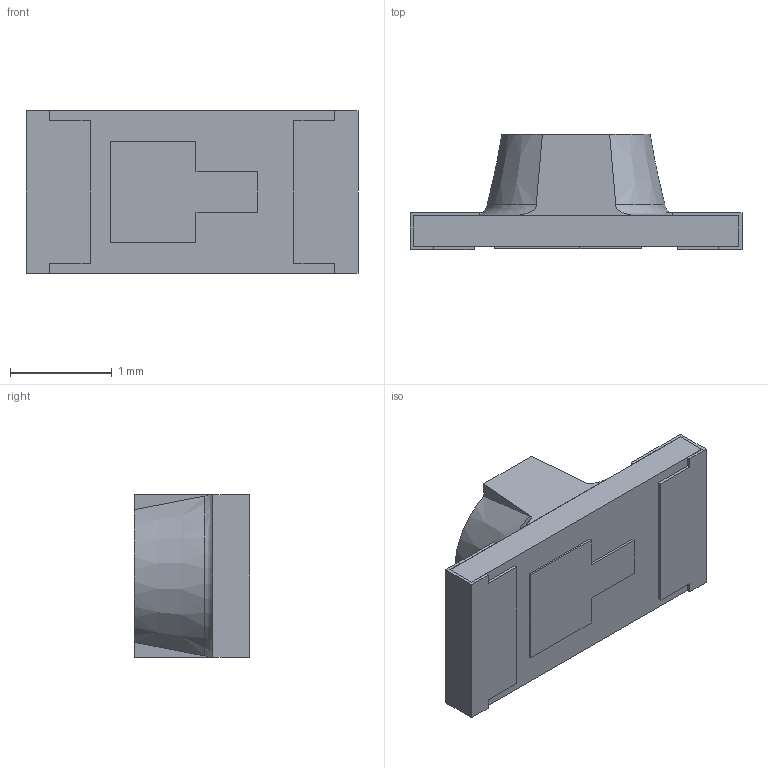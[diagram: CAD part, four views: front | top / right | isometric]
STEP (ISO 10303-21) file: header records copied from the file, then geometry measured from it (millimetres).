
FILE_DESCRIPTION (( 'STEP AP214' ), '1' );
FILE_NAME ('25-21.STEP', '2013-11-12T09:00:50', ( 'add' ), ( 'comp' ), 'SwSTEP 2.0', 'SolidWorks 2010', '' );
FILE_SCHEMA (( 'AUTOMOTIVE_DESIGN' ));
Length unit declared in the file: millimetre
Products named in the file (1): 25-21
Bounding box: 3.26 x 1.13 x 1.6 mm (x, y, z)
Volume: 3.2 mm3; surface area: 36.5 mm2
Topology: 5 solids, 5 shells, 69 faces, 172 edges, 115 vertices
Faces by surface type: plane 61, cone 4, sphere 2, torus 2
Entity records: 2745 total; most frequent: CARTESIAN_POINT 401, ORIENTED_EDGE 344, DIRECTION 314, EDGE_CURVE 172, VECTOR 146, LINE 146, VERTEX_POINT 115, AXIS2_PLACEMENT_3D 84
